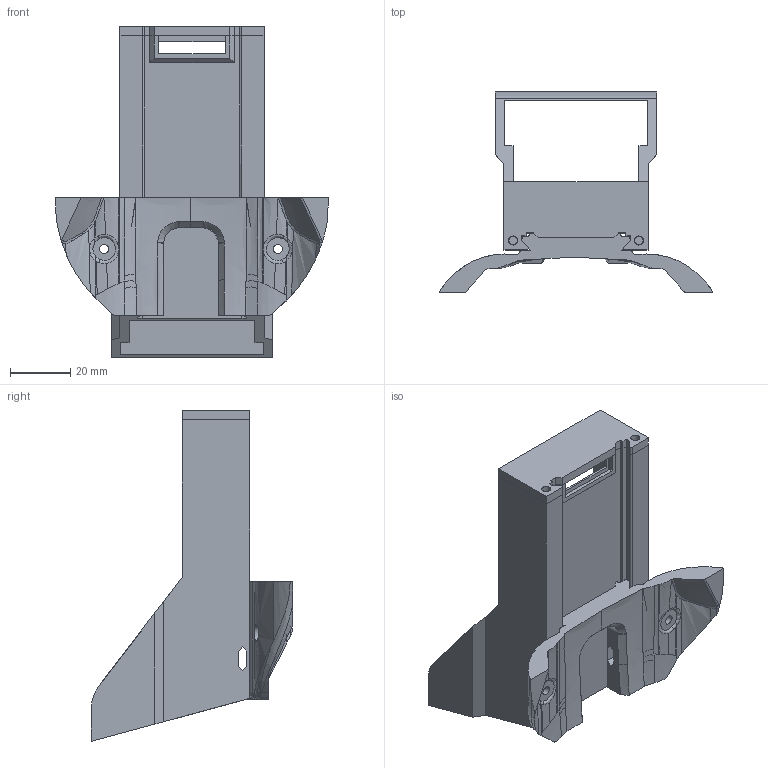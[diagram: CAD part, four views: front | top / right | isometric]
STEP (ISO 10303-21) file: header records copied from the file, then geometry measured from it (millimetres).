
FILE_DESCRIPTION(/* description */ (''),/* implementation_level */ '2;1');
FILE_NAME(/* name */ 'M4T v8.step',/* time_stamp */ '2025-05-02T15:07:06+03:00',/* author */ (''),/* organization */ (''),/* preprocessor_version */ 'ST-DEVELOPER v20.1',/* originating_system */ 'Autodesk Translation Framework v14.4.0.0',/* authorisation */ '');
FILE_SCHEMA (('AUTOMOTIVE_DESIGN { 1 0 10303 214 3 1 1 }'));
Length unit declared in the file: millimetre
Products named in the file (4): 00--ID-FILE_ASM; KR.M4T.001; KR.M4T.002; KR.M4T.005
Assembly tree (3 placements, depth 2):
  00--ID-FILE_ASM
    KR.M4T.001
    KR.M4T.002
    KR.M4T.005
Bounding box: 90.52 x 66.58 x 109.51 mm (x, y, z)
Volume: 47366.9 mm3; surface area: 35233.5 mm2
Topology: 3 solids, 3 shells, 261 faces, 737 edges, 481 vertices
Faces by surface type: plane 139, bspline 82, cylinder 34, sphere 4, torus 2
Full cylindrical faces by diameter (mm): 2.8 x2, 3 x4, 5.6 x2
Entity records: 18832 total; most frequent: CARTESIAN_POINT 12596, ORIENTED_EDGE 1470, DIRECTION 943, EDGE_CURVE 735, VERTEX_POINT 481, LINE 413, VECTOR 413, EDGE_LOOP 280
